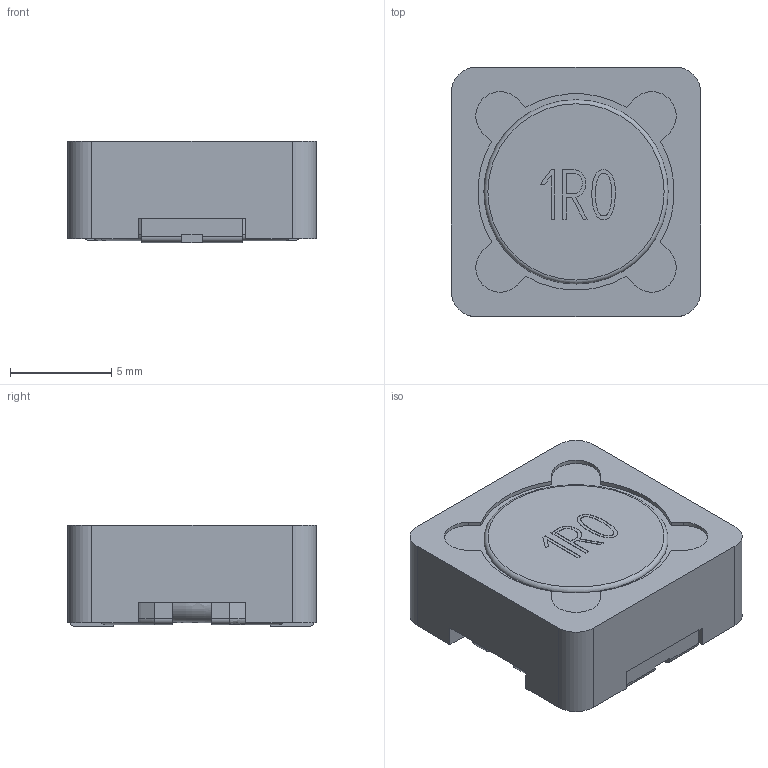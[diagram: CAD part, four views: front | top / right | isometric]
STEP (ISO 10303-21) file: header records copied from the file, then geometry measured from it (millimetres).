
FILE_DESCRIPTION(/* description */ ('Unknown'),/* implementation_level */ '2;1');
FILE_NAME(/* name */ 'HA78M-30',/* time_stamp */ '2021-11-16T10:43:14+08:00',/* author */ ('Unknown'),/* organization */ ('Unknown'),/* preprocessor_version */ 'ST-DEVELOPER v16.7',/* originating_system */ 'Solid Edge',/* authorisation */ 'Unknown');
FILE_SCHEMA (('AUTOMOTIVE_DESIGN {1 0 10303 214 3 1 1}'));
Length unit declared in the file: millimetre
Products named in the file (1): HA78M-30 SERIES
Bounding box: 12.3 x 12.3 x 5 mm (x, y, z)
Volume: 706 mm3; surface area: 595.7 mm2
Topology: 1 solids, 1 shells, 131 faces, 363 edges, 242 vertices
Faces by surface type: plane 91, cylinder 28, torus 7, bspline 5
Entity records: 5364 total; most frequent: CARTESIAN_POINT 1096, ORIENTED_EDGE 720, DIRECTION 643, EDGE_CURVE 360, LINE 257, VECTOR 257, VERTEX_POINT 242, AXIS2_PLACEMENT_3D 193
